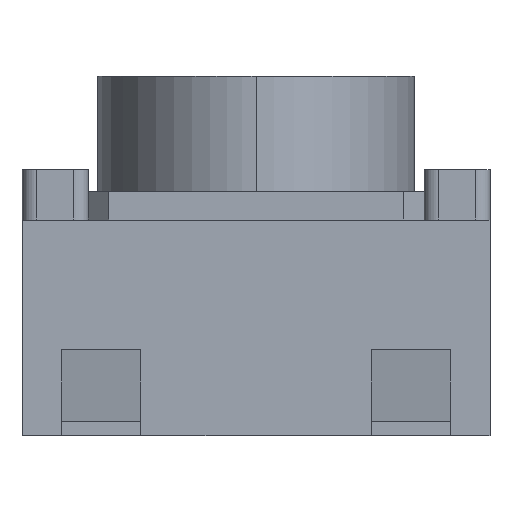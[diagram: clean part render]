
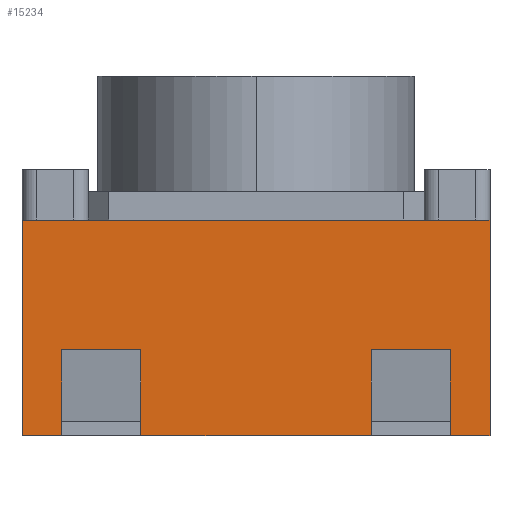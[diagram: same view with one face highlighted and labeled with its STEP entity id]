
A CAD part, left-side view. The second image highlights one B-rep face of the part: STEP entity #15234.
In plain terms, the highlighted planar face has unit normal (-1, 0, 0).
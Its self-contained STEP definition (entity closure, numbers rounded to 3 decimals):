
#165 = VECTOR ( 'NONE', #16953, 1000. ) ;
#325 = VERTEX_POINT ( 'NONE', #14951 ) ;
#461 = VECTOR ( 'NONE', #6354, 1000. ) ;
#985 = CARTESIAN_POINT ( 'NONE',  ( -2.1, 1.625, -1.4 ) ) ;
#1020 = CARTESIAN_POINT ( 'NONE',  ( -2.1, 1.625, -1.5 ) ) ;
#1276 = EDGE_CURVE ( 'NONE', #4982, #7124, #10414, .T. ) ;
#1629 = ORIENTED_EDGE ( 'NONE', *, *, #1276, .T. ) ;
#2249 = EDGE_CURVE ( 'NONE', #6819, #11038, #13407, .T. ) ;
#2690 = DIRECTION ( 'NONE',  ( 0., -1., 0. ) ) ;
#2720 = VECTOR ( 'NONE', #9087, 1000. ) ;
#3112 = EDGE_CURVE ( 'NONE', #4982, #5383, #3523, .T. ) ;
#3121 = VECTOR ( 'NONE', #10343, 1000. ) ;
#3259 = CARTESIAN_POINT ( 'NONE',  ( -2.1, -1.625, -1.5 ) ) ;
#3276 = EDGE_CURVE ( 'NONE', #13807, #8818, #14080, .T. ) ;
#3341 = VECTOR ( 'NONE', #4006, 1000. ) ;
#3523 = LINE ( 'NONE', #17288, #461 ) ;
#3910 = VECTOR ( 'NONE', #11855, 1000. ) ;
#4006 = DIRECTION ( 'NONE',  ( 0., -1., 0. ) ) ;
#4016 = ORIENTED_EDGE ( 'NONE', *, *, #11451, .F. ) ;
#4234 = CARTESIAN_POINT ( 'NONE',  ( -2.1, 1.625, -1.5 ) ) ;
#4285 = EDGE_LOOP ( 'NONE', ( #7591, #1629, #4016, #7663, #16824, #4791, #18204, #11441, #5962, #11171, #9507, #6820 ) ) ;
#4791 = ORIENTED_EDGE ( 'NONE', *, *, #19099, .T. ) ;
#4898 = CARTESIAN_POINT ( 'NONE',  ( -2.1, 1.625, -1.5 ) ) ;
#4982 = VERTEX_POINT ( 'NONE', #10392 ) ;
#4983 = AXIS2_PLACEMENT_3D ( 'NONE', #19812, #7246, #15226 ) ;
#5140 = DIRECTION ( 'NONE',  ( 0., 0., -1. ) ) ;
#5383 = VERTEX_POINT ( 'NONE', #12588 ) ;
#5962 = ORIENTED_EDGE ( 'NONE', *, *, #18852, .T. ) ;
#6354 = DIRECTION ( 'NONE',  ( 0., 0., -1. ) ) ;
#6819 = VERTEX_POINT ( 'NONE', #9272 ) ;
#6820 = ORIENTED_EDGE ( 'NONE', *, *, #17209, .T. ) ;
#7124 = VERTEX_POINT ( 'NONE', #11450 ) ;
#7235 = EDGE_CURVE ( 'NONE', #16218, #8818, #9633, .T. ) ;
#7246 = DIRECTION ( 'NONE',  ( -1., 0., 0. ) ) ;
#7277 = LINE ( 'NONE', #4234, #3121 ) ;
#7421 = VECTOR ( 'NONE', #5140, 1000. ) ;
#7591 = ORIENTED_EDGE ( 'NONE', *, *, #3112, .F. ) ;
#7663 = ORIENTED_EDGE ( 'NONE', *, *, #3276, .T. ) ;
#8281 = VERTEX_POINT ( 'NONE', #16264 ) ;
#8581 = EDGE_CURVE ( 'NONE', #13399, #325, #11320, .T. ) ;
#8818 = VERTEX_POINT ( 'NONE', #18978 ) ;
#9087 = DIRECTION ( 'NONE',  ( 0., -1., 0. ) ) ;
#9272 = CARTESIAN_POINT ( 'NONE',  ( -2.1, -1.35, -1.5 ) ) ;
#9507 = ORIENTED_EDGE ( 'NONE', *, *, #8581, .F. ) ;
#9633 = LINE ( 'NONE', #17504, #7421 ) ;
#9805 = CARTESIAN_POINT ( 'NONE',  ( -2.1, 1.625, -1.5 ) ) ;
#10314 = LINE ( 'NONE', #1020, #2720 ) ;
#10343 = DIRECTION ( 'NONE',  ( 0., -1., 0. ) ) ;
#10392 = CARTESIAN_POINT ( 'NONE',  ( -2.1, 1.35, -1.4 ) ) ;
#10414 = LINE ( 'NONE', #17884, #3341 ) ;
#10426 = LINE ( 'NONE', #16652, #15881 ) ;
#10545 = VECTOR ( 'NONE', #12640, 1000. ) ;
#10725 = DIRECTION ( 'NONE',  ( 0., 0., 1. ) ) ;
#11038 = VERTEX_POINT ( 'NONE', #15765 ) ;
#11171 = ORIENTED_EDGE ( 'NONE', *, *, #12648, .F. ) ;
#11320 = LINE ( 'NONE', #9805, #20001 ) ;
#11441 = ORIENTED_EDGE ( 'NONE', *, *, #15260, .T. ) ;
#11450 = CARTESIAN_POINT ( 'NONE',  ( -2.1, 0.8, -1.4 ) ) ;
#11451 = EDGE_CURVE ( 'NONE', #13807, #7124, #14095, .T. ) ;
#11490 = CARTESIAN_POINT ( 'NONE',  ( -2.1, 0.8, -1.5 ) ) ;
#11831 = PLANE ( 'NONE',  #4983 ) ;
#11855 = DIRECTION ( 'NONE',  ( 0., 0., 1. ) ) ;
#11931 = FACE_OUTER_BOUND ( 'NONE', #4285, .T. ) ;
#12588 = CARTESIAN_POINT ( 'NONE',  ( -2.1, 1.35, -1.5 ) ) ;
#12640 = DIRECTION ( 'NONE',  ( 0., -1., 0. ) ) ;
#12648 = EDGE_CURVE ( 'NONE', #325, #8281, #10426, .T. ) ;
#12782 = CARTESIAN_POINT ( 'NONE',  ( -2.1, -1.625, -1.5 ) ) ;
#13142 = DIRECTION ( 'NONE',  ( 0., -1., 0. ) ) ;
#13399 = VERTEX_POINT ( 'NONE', #16855 ) ;
#13407 = LINE ( 'NONE', #19633, #3910 ) ;
#13807 = VERTEX_POINT ( 'NONE', #11490 ) ;
#13877 = VECTOR ( 'NONE', #13142, 1000. ) ;
#14080 = LINE ( 'NONE', #4898, #10545 ) ;
#14095 = LINE ( 'NONE', #15632, #14233 ) ;
#14233 = VECTOR ( 'NONE', #10725, 1000. ) ;
#14694 = CARTESIAN_POINT ( 'NONE',  ( -2.1, -0.8, -1.4 ) ) ;
#14951 = CARTESIAN_POINT ( 'NONE',  ( -2.1, 1.625, 0. ) ) ;
#15226 = DIRECTION ( 'NONE',  ( 0., -1., 0. ) ) ;
#15234 = ADVANCED_FACE ( 'NONE', ( #11931 ), #11831, .T. ) ;
#15260 = EDGE_CURVE ( 'NONE', #6819, #15567, #10314, .T. ) ;
#15567 = VERTEX_POINT ( 'NONE', #12782 ) ;
#15632 = CARTESIAN_POINT ( 'NONE',  ( -2.1, 0.8, -1.5 ) ) ;
#15765 = CARTESIAN_POINT ( 'NONE',  ( -2.1, -1.35, -1.4 ) ) ;
#15881 = VECTOR ( 'NONE', #2690, 1000. ) ;
#16218 = VERTEX_POINT ( 'NONE', #14694 ) ;
#16264 = CARTESIAN_POINT ( 'NONE',  ( -2.1, -1.625, 0. ) ) ;
#16652 = CARTESIAN_POINT ( 'NONE',  ( -2.1, 1.625, 0. ) ) ;
#16824 = ORIENTED_EDGE ( 'NONE', *, *, #7235, .F. ) ;
#16855 = CARTESIAN_POINT ( 'NONE',  ( -2.1, 1.625, -1.5 ) ) ;
#16953 = DIRECTION ( 'NONE',  ( 0., 0., 1. ) ) ;
#17055 = LINE ( 'NONE', #3259, #165 ) ;
#17209 = EDGE_CURVE ( 'NONE', #13399, #5383, #7277, .T. ) ;
#17288 = CARTESIAN_POINT ( 'NONE',  ( -2.1, 1.35, -1.5 ) ) ;
#17504 = CARTESIAN_POINT ( 'NONE',  ( -2.1, -0.8, -1.5 ) ) ;
#17579 = DIRECTION ( 'NONE',  ( 0., 0., 1. ) ) ;
#17884 = CARTESIAN_POINT ( 'NONE',  ( -2.1, 1.625, -1.4 ) ) ;
#18204 = ORIENTED_EDGE ( 'NONE', *, *, #2249, .F. ) ;
#18852 = EDGE_CURVE ( 'NONE', #15567, #8281, #17055, .T. ) ;
#18978 = CARTESIAN_POINT ( 'NONE',  ( -2.1, -0.8, -1.5 ) ) ;
#19099 = EDGE_CURVE ( 'NONE', #16218, #11038, #19568, .T. ) ;
#19568 = LINE ( 'NONE', #985, #13877 ) ;
#19633 = CARTESIAN_POINT ( 'NONE',  ( -2.1, -1.35, -1.5 ) ) ;
#19812 = CARTESIAN_POINT ( 'NONE',  ( -2.1, 1.625, -1.5 ) ) ;
#20001 = VECTOR ( 'NONE', #17579, 1000. ) ;
